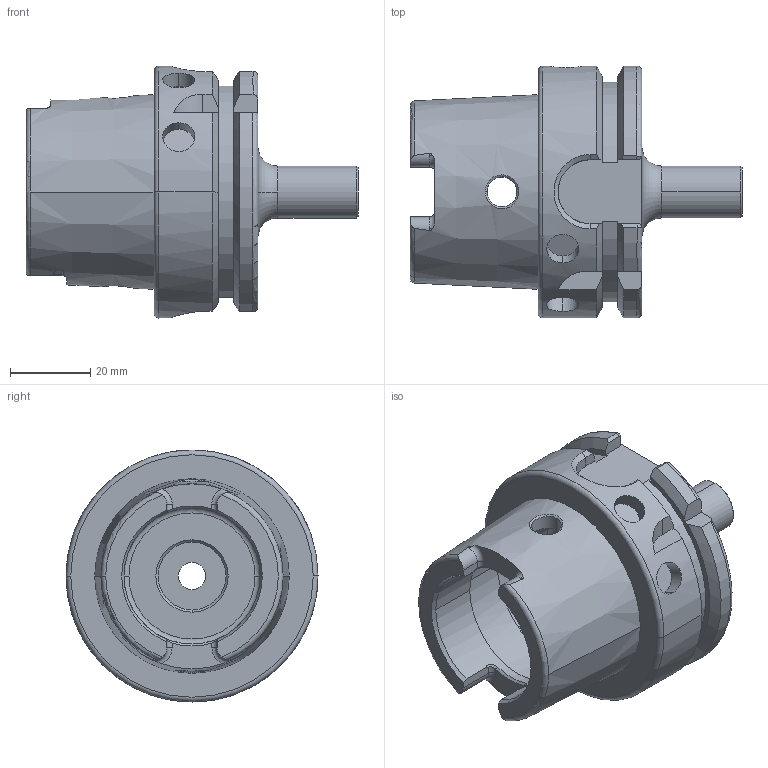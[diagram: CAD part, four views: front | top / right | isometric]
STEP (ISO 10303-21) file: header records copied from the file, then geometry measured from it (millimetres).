
FILE_DESCRIPTION (( 'STEP AP203' ), '1' );
FILE_NAME ('FWA063H-TMS08051.STEP', '2024-09-05T10:44:34', ( '' ), ( '' ), 'SwSTEP 2.0', 'SolidWorks 2024', '' );
FILE_SCHEMA (( 'CONFIG_CONTROL_DESIGN' ));
Length unit declared in the file: millimetre
Products named in the file (2): HSKA63TMS08051WW; FWA063H-TMS08051
Assembly tree (1 placements, depth 2):
  FWA063H-TMS08051
    HSKA63TMS08051WW
Bounding box: 83 x 63 x 63 mm (x, y, z)
Volume: 83374.8 mm3; surface area: 23888.5 mm2
Topology: 1 solids, 1 shells, 164 faces, 421 edges, 264 vertices
Faces by surface type: cylinder 51, plane 51, torus 25, cone 23, bspline 14
Entity records: 6619 total; most frequent: CARTESIAN_POINT 2590, ORIENTED_EDGE 838, DIRECTION 764, EDGE_CURVE 419, AXIS2_PLACEMENT_3D 309, VERTEX_POINT 264, EDGE_LOOP 177, FACE_OUTER_BOUND 164
